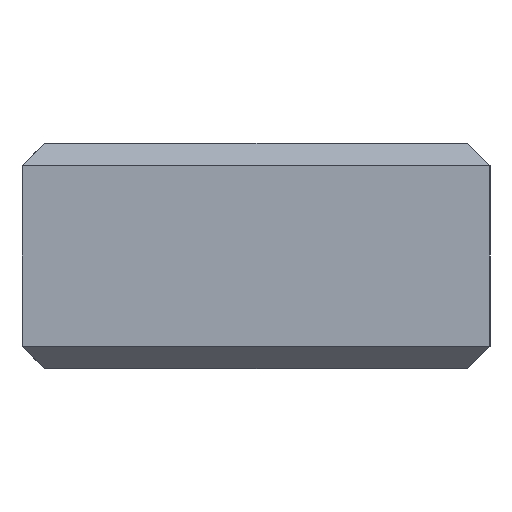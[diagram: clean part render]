
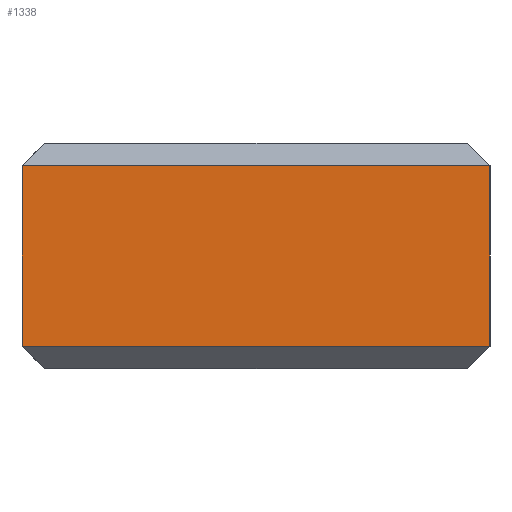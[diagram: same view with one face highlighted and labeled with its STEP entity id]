
A CAD part, left-side view. The second image highlights one B-rep face of the part: STEP entity #1338.
In plain terms, the highlighted planar face has unit normal (-1, 0, 0).
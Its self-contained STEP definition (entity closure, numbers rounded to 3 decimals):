
#136=FACE_OUTER_BOUND('',#222,.T.);
#222=EDGE_LOOP('',(#1019,#1020,#1021,#1022));
#346=LINE('',#2141,#478);
#353=LINE('',#2160,#485);
#354=LINE('',#2162,#486);
#355=LINE('',#2163,#487);
#478=VECTOR('',#1712,10.);
#485=VECTOR('',#1727,10.);
#486=VECTOR('',#1728,10.);
#487=VECTOR('',#1729,10.);
#611=VERTEX_POINT('',#2129);
#614=VERTEX_POINT('',#2139);
#619=VERTEX_POINT('',#2159);
#620=VERTEX_POINT('',#2161);
#755=EDGE_CURVE('',#614,#611,#346,.T.);
#763=EDGE_CURVE('',#614,#619,#353,.T.);
#764=EDGE_CURVE('',#620,#619,#354,.T.);
#765=EDGE_CURVE('',#611,#620,#355,.T.);
#1019=ORIENTED_EDGE('',*,*,#755,.F.);
#1020=ORIENTED_EDGE('',*,*,#763,.T.);
#1021=ORIENTED_EDGE('',*,*,#764,.F.);
#1022=ORIENTED_EDGE('',*,*,#765,.F.);
#1274=PLANE('',#1465);
#1338=ADVANCED_FACE('',(#136),#1274,.T.);
#1465=AXIS2_PLACEMENT_3D('',#2158,#1725,#1726);
#1712=DIRECTION('',(0.,1.,0.));
#1725=DIRECTION('center_axis',(-1.,0.,0.));
#1726=DIRECTION('ref_axis',(0.,-1.,0.));
#1727=DIRECTION('',(0.,0.,1.));
#1728=DIRECTION('',(0.,-1.,0.));
#1729=DIRECTION('',(0.,0.,1.));
#2129=CARTESIAN_POINT('',(-4.15,4.15,0.4));
#2139=CARTESIAN_POINT('',(-4.15,-4.15,0.4));
#2141=CARTESIAN_POINT('',(-4.15,2.075,0.4));
#2158=CARTESIAN_POINT('Origin',(-4.15,4.15,0.));
#2159=CARTESIAN_POINT('',(-4.15,-4.15,3.6));
#2160=CARTESIAN_POINT('',(-4.15,-4.15,0.));
#2161=CARTESIAN_POINT('',(-4.15,4.15,3.6));
#2162=CARTESIAN_POINT('',(-4.15,2.075,3.6));
#2163=CARTESIAN_POINT('',(-4.15,4.15,0.));
